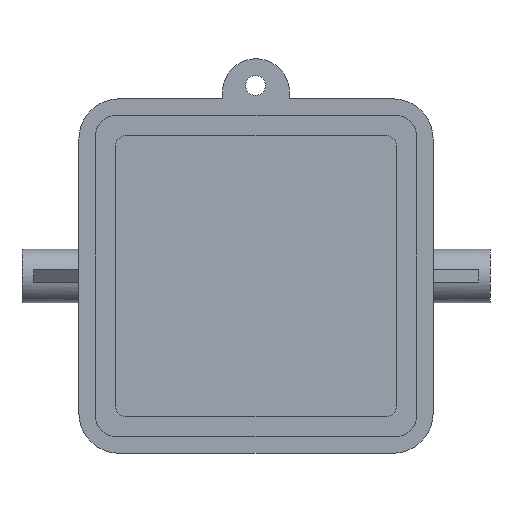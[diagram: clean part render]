
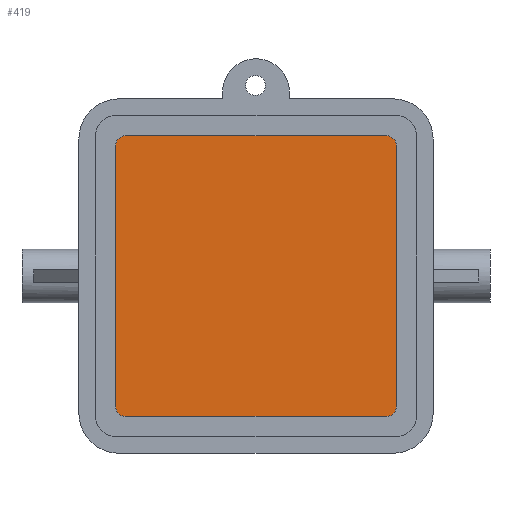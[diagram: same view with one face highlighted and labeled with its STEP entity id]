
A CAD part, front view. The second image highlights one B-rep face of the part: STEP entity #419.
In plain terms, the highlighted planar face has unit normal (0, -1, 0).
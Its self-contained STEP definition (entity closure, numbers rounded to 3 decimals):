
#419 = ADVANCED_FACE ( 'NONE', ( #2398 ), #1038, .T. ) ;
#572 = EDGE_CURVE ( 'NONE', #2983, #2644, #2236, .T. ) ;
#576 = EDGE_CURVE ( 'NONE', #2644, #3002, #1486, .T. ) ;
#578 = EDGE_CURVE ( 'NONE', #3002, #2956, #2231, .T. ) ;
#580 = EDGE_CURVE ( 'NONE', #2956, #2957, #1484, .T. ) ;
#582 = EDGE_CURVE ( 'NONE', #2957, #2941, #2228, .T. ) ;
#586 = EDGE_CURVE ( 'NONE', #2941, #3001, #1471, .T. ) ;
#600 = EDGE_CURVE ( 'NONE', #3001, #2992, #2219, .T. ) ;
#606 = EDGE_CURVE ( 'NONE', #2992, #2983, #1460, .T. ) ;
#1038 = PLANE ( 'NONE',  #1967 ) ;
#1061 = DIRECTION ( 'NONE',  ( 0., -1., 0. ) ) ;
#1063 = CARTESIAN_POINT ( 'NONE',  ( 3.5, 15.5, -3.5 ) ) ;
#1192 = DIRECTION ( 'NONE',  ( 0., 0., -1. ) ) ;
#1437 = AXIS2_PLACEMENT_3D ( 'NONE', #3871, #3359, #3551 ) ;
#1448 = AXIS2_PLACEMENT_3D ( 'NONE', #3642, #3263, #3321 ) ;
#1449 = VECTOR ( 'NONE', #3322, 1000. ) ;
#1456 = VECTOR ( 'NONE', #3329, 1000. ) ;
#1460 = CIRCLE ( 'NONE', #1448, 0.75 ) ;
#1468 = AXIS2_PLACEMENT_3D ( 'NONE', #3749, #3563, #3599 ) ;
#1471 = CIRCLE ( 'NONE', #1468, 0.75 ) ;
#1475 = VECTOR ( 'NONE', #3549, 1000. ) ;
#1479 = AXIS2_PLACEMENT_3D ( 'NONE', #3550, #3707, #3745 ) ;
#1482 = VECTOR ( 'NONE', #3646, 1000. ) ;
#1484 = CIRCLE ( 'NONE', #1479, 0.75 ) ;
#1486 = CIRCLE ( 'NONE', #1437, 0.75 ) ;
#1873 = EDGE_LOOP ( 'NONE', ( #2818, #2819, #2820, #2815, #2821, #2822, #2823, #2824 ) ) ;
#1967 = AXIS2_PLACEMENT_3D ( 'NONE', #1063, #1061, #1192 ) ;
#2052 = CARTESIAN_POINT ( 'NONE',  ( 23., 15.5, -23.75 ) ) ;
#2060 = CARTESIAN_POINT ( 'NONE',  ( 3.5, 15.5, -23.75 ) ) ;
#2062 = CARTESIAN_POINT ( 'NONE',  ( 23., 15.5, -2.75 ) ) ;
#2076 = CARTESIAN_POINT ( 'NONE',  ( 3.5, 15.5, -2.75 ) ) ;
#2087 = CARTESIAN_POINT ( 'NONE',  ( 2.75, 15.5, -3.5 ) ) ;
#2112 = CARTESIAN_POINT ( 'NONE',  ( 23.75, 15.5, -23. ) ) ;
#2219 = LINE ( 'NONE', #3183, #1456 ) ;
#2228 = LINE ( 'NONE', #3532, #1475 ) ;
#2231 = LINE ( 'NONE', #3545, #1482 ) ;
#2236 = LINE ( 'NONE', #3312, #1449 ) ;
#2398 = FACE_OUTER_BOUND ( 'NONE', #1873, .T. ) ;
#2644 = VERTEX_POINT ( 'NONE', #3948 ) ;
#2815 = ORIENTED_EDGE ( 'NONE', *, *, #578, .T. ) ;
#2818 = ORIENTED_EDGE ( 'NONE', *, *, #606, .T. ) ;
#2819 = ORIENTED_EDGE ( 'NONE', *, *, #572, .T. ) ;
#2820 = ORIENTED_EDGE ( 'NONE', *, *, #576, .T. ) ;
#2821 = ORIENTED_EDGE ( 'NONE', *, *, #580, .T. ) ;
#2822 = ORIENTED_EDGE ( 'NONE', *, *, #582, .T. ) ;
#2823 = ORIENTED_EDGE ( 'NONE', *, *, #586, .T. ) ;
#2824 = ORIENTED_EDGE ( 'NONE', *, *, #600, .T. ) ;
#2941 = VERTEX_POINT ( 'NONE', #3861 ) ;
#2956 = VERTEX_POINT ( 'NONE', #2052 ) ;
#2957 = VERTEX_POINT ( 'NONE', #2112 ) ;
#2983 = VERTEX_POINT ( 'NONE', #2087 ) ;
#2992 = VERTEX_POINT ( 'NONE', #2076 ) ;
#3001 = VERTEX_POINT ( 'NONE', #2062 ) ;
#3002 = VERTEX_POINT ( 'NONE', #2060 ) ;
#3183 = CARTESIAN_POINT ( 'NONE',  ( 3.5, 15.5, -2.75 ) ) ;
#3263 = DIRECTION ( 'NONE',  ( 0., -1., 0. ) ) ;
#3312 = CARTESIAN_POINT ( 'NONE',  ( 2.75, 15.5, -3.5 ) ) ;
#3321 = DIRECTION ( 'NONE',  ( 0., 0., -1. ) ) ;
#3322 = DIRECTION ( 'NONE',  ( 0., 0., -1. ) ) ;
#3329 = DIRECTION ( 'NONE',  ( -1., 0., 0. ) ) ;
#3359 = DIRECTION ( 'NONE',  ( 0., -1., 0. ) ) ;
#3532 = CARTESIAN_POINT ( 'NONE',  ( 23.75, 15.5, -3.5 ) ) ;
#3545 = CARTESIAN_POINT ( 'NONE',  ( 3.5, 15.5, -23.75 ) ) ;
#3549 = DIRECTION ( 'NONE',  ( 0., 0., 1. ) ) ;
#3550 = CARTESIAN_POINT ( 'NONE',  ( 23., 15.5, -23. ) ) ;
#3551 = DIRECTION ( 'NONE',  ( 0., 0., -1. ) ) ;
#3563 = DIRECTION ( 'NONE',  ( 0., -1., 0. ) ) ;
#3599 = DIRECTION ( 'NONE',  ( 0., 0., -1. ) ) ;
#3642 = CARTESIAN_POINT ( 'NONE',  ( 3.5, 15.5, -3.5 ) ) ;
#3646 = DIRECTION ( 'NONE',  ( 1., 0., 0. ) ) ;
#3707 = DIRECTION ( 'NONE',  ( 0., -1., 0. ) ) ;
#3745 = DIRECTION ( 'NONE',  ( 0., 0., -1. ) ) ;
#3749 = CARTESIAN_POINT ( 'NONE',  ( 23., 15.5, -3.5 ) ) ;
#3861 = CARTESIAN_POINT ( 'NONE',  ( 23.75, 15.5, -3.5 ) ) ;
#3871 = CARTESIAN_POINT ( 'NONE',  ( 3.5, 15.5, -23. ) ) ;
#3948 = CARTESIAN_POINT ( 'NONE',  ( 2.75, 15.5, -23. ) ) ;
